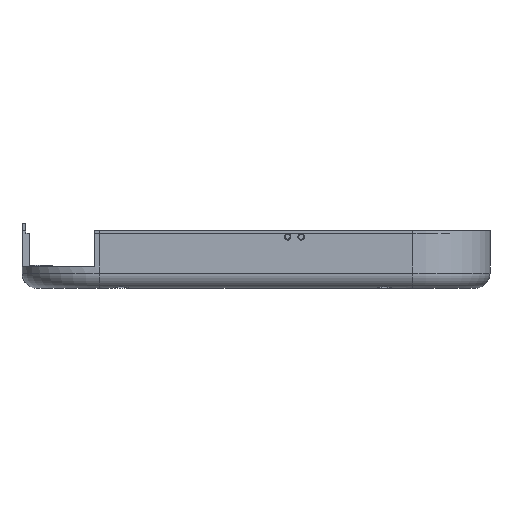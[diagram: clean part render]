
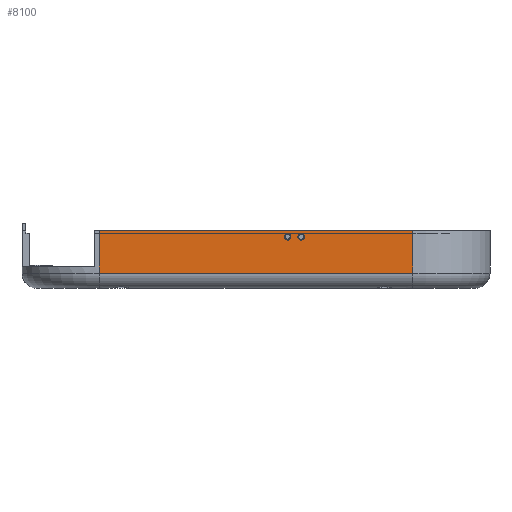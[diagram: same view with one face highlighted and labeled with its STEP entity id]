
A CAD part, left-side view. The second image highlights one B-rep face of the part: STEP entity #8100.
In plain terms, the highlighted planar face has unit normal (-1, 0, 0).
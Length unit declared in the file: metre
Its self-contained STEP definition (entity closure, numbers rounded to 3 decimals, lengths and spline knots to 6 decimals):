
#523=CIRCLE('',#8807,0.00065);
#524=CIRCLE('',#8808,0.00065);
#1432=ORIENTED_EDGE('',*,*,#3765,.T.);
#1433=ORIENTED_EDGE('',*,*,#3766,.T.);
#1434=ORIENTED_EDGE('',*,*,#3757,.T.);
#1435=ORIENTED_EDGE('',*,*,#3767,.T.);
#1436=ORIENTED_EDGE('',*,*,#3768,.F.);
#1437=ORIENTED_EDGE('',*,*,#3769,.F.);
#3757=EDGE_CURVE('',#4902,#4901,#5551,.T.);
#3765=EDGE_CURVE('',#4907,#4907,#523,.T.);
#3766=EDGE_CURVE('',#4908,#4908,#524,.T.);
#3767=EDGE_CURVE('',#4901,#4909,#5556,.T.);
#3768=EDGE_CURVE('',#4910,#4909,#5557,.T.);
#3769=EDGE_CURVE('',#4902,#4910,#5558,.T.);
#4901=VERTEX_POINT('',#13049);
#4902=VERTEX_POINT('',#13051);
#4907=VERTEX_POINT('',#13067);
#4908=VERTEX_POINT('',#13069);
#4909=VERTEX_POINT('',#13071);
#4910=VERTEX_POINT('',#13073);
#5551=LINE('',#13050,#6329);
#5556=LINE('',#13070,#6334);
#5557=LINE('',#13072,#6335);
#5558=LINE('',#13074,#6336);
#6329=VECTOR('',#10334,1.);
#6334=VECTOR('',#10355,1.);
#6335=VECTOR('',#10356,1.);
#6336=VECTOR('',#10357,1.);
#6827=EDGE_LOOP('',(#1432));
#6828=EDGE_LOOP('',(#1433));
#6829=EDGE_LOOP('',(#1434,#1435,#1436,#1437));
#7364=FACE_BOUND('',#6827,.T.);
#7365=FACE_BOUND('',#6828,.T.);
#7366=FACE_BOUND('',#6829,.T.);
#7845=PLANE('',#8806);
#8100=ADVANCED_FACE('',(#7364,#7365,#7366),#7845,.F.);
#8806=AXIS2_PLACEMENT_3D('',#13065,#10349,#10350);
#8807=AXIS2_PLACEMENT_3D('',#13066,#10351,#10352);
#8808=AXIS2_PLACEMENT_3D('',#13068,#10353,#10354);
#10334=DIRECTION('',(0.,0.,-1.));
#10349=DIRECTION('',(1.,0.,0.));
#10350=DIRECTION('',(0.,0.,-1.));
#10351=DIRECTION('',(1.,0.,0.));
#10352=DIRECTION('',(0.,0.,-1.));
#10353=DIRECTION('',(1.,0.,0.));
#10354=DIRECTION('',(0.,0.,-1.));
#10355=DIRECTION('',(0.,-1.,0.));
#10356=DIRECTION('',(0.,0.,-1.));
#10357=DIRECTION('',(0.,-1.,0.));
#13049=CARTESIAN_POINT('',(0.567169,0.084662,0.003));
#13050=CARTESIAN_POINT('',(0.567169,0.084662,0.0015));
#13051=CARTESIAN_POINT('',(0.567169,0.084662,0.0112));
#13065=CARTESIAN_POINT('',(0.567169,0.054187,0.0015));
#13066=CARTESIAN_POINT('',(0.567169,0.048046,0.010052));
#13067=CARTESIAN_POINT('',(0.567169,0.048046,0.009402));
#13068=CARTESIAN_POINT('',(0.567169,0.045396,0.010052));
#13069=CARTESIAN_POINT('',(0.567169,0.045396,0.009402));
#13070=CARTESIAN_POINT('',(0.567169,0.054187,0.003));
#13071=CARTESIAN_POINT('',(0.567169,0.023712,0.003));
#13072=CARTESIAN_POINT('',(0.567169,0.023712,0.0015));
#13073=CARTESIAN_POINT('',(0.567169,0.023712,0.0112));
#13074=CARTESIAN_POINT('',(0.567169,0.054187,0.0112));
